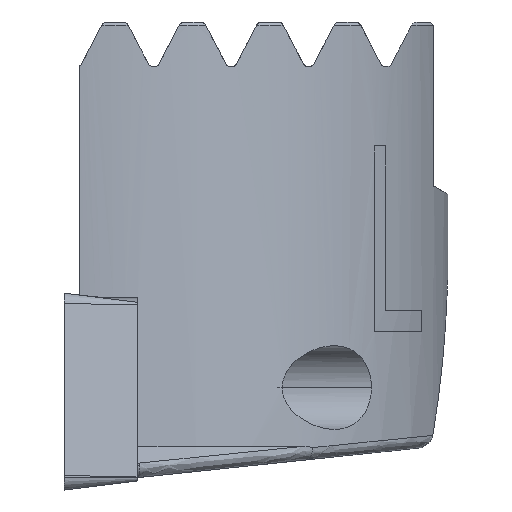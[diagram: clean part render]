
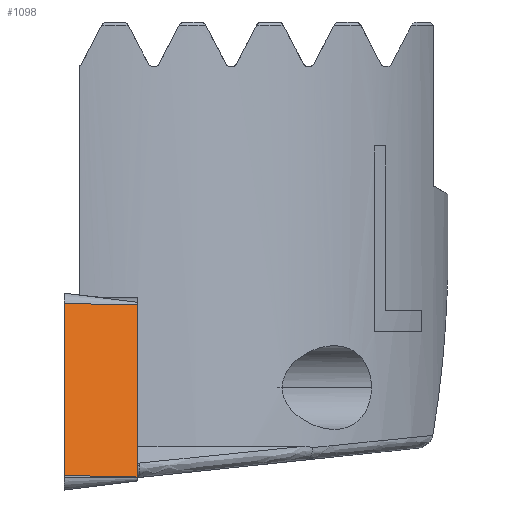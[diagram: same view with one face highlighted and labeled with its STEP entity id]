
A CAD part, left-side view. The second image highlights one B-rep face of the part: STEP entity #1098.
In plain terms, the highlighted planar face has unit normal (-0.978, -0.122, 0.172).
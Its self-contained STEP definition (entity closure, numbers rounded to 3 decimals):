
#1098=ADVANCED_FACE('NONE',(#3218),#3219,.T.);
#1446=EDGE_CURVE('NONE',#2356,#2160,#3603,.T.);
#1774=EDGE_CURVE('NONE',#2356,#3082,#3969,.T.);
#2078=EDGE_CURVE('NONE',#2658,#2160,#4295,.T.);
#2160=VERTEX_POINT('NONE',#4387);
#2356=VERTEX_POINT('NONE',#4599);
#2658=VERTEX_POINT('NONE',#4918);
#3070=EDGE_CURVE('NONE',#3082,#2658,#5378,.T.);
#3082=VERTEX_POINT('NONE',#5391);
#3218=FACE_OUTER_BOUND('',#5532,.T.);
#3219=PLANE('',#5533);
#3603=LINE('',#6185,#6186);
#3969=LINE('',#6788,#6789);
#4295=LINE('',#7728,#7729);
#4387=CARTESIAN_POINT('',(0.985,0.2,6.019));
#4599=CARTESIAN_POINT('',(1.272,-2.18,5.969));
#4918=CARTESIAN_POINT('',(0.006,0.2,0.469));
#5378=LINE('',#9703,#9704);
#5391=CARTESIAN_POINT('',(0.294,-2.18,0.419));
#5532=EDGE_LOOP('',(#9965,#9966,#9967,#9968));
#5533=AXIS2_PLACEMENT_3D('',#9969,#9970,#9971);
#6185=CARTESIAN_POINT('',(0.985,0.2,6.019));
#6186=VECTOR('',#10386,1000.0);
#6788=CARTESIAN_POINT('',(0.294,-2.18,0.419));
#6789=VECTOR('',#10821,1000.0);
#7728=CARTESIAN_POINT('',(0.006,0.2,0.469));
#7729=VECTOR('',#11148,1000.0);
#9703=CARTESIAN_POINT('',(0.006,0.2,0.469));
#9704=VECTOR('',#12442,1000.0);
#9965=ORIENTED_EDGE('',*,*,#1774,.F.);
#9966=ORIENTED_EDGE('',*,*,#1446,.T.);
#9967=ORIENTED_EDGE('',*,*,#2078,.F.);
#9968=ORIENTED_EDGE('',*,*,#3070,.F.);
#9969=CARTESIAN_POINT('',(0.006,0.2,0.469));
#9970=DIRECTION('',(-0.977,-0.122,0.172));
#9971=DIRECTION('',(-0.174,0.,-0.985));
#10386=DIRECTION('',(-0.12,0.993,0.021));
#10821=DIRECTION('',(-0.174,0.,-0.985));
#11148=DIRECTION('',(0.174,0.,0.985));
#12442=DIRECTION('',(-0.12,0.993,0.021));
